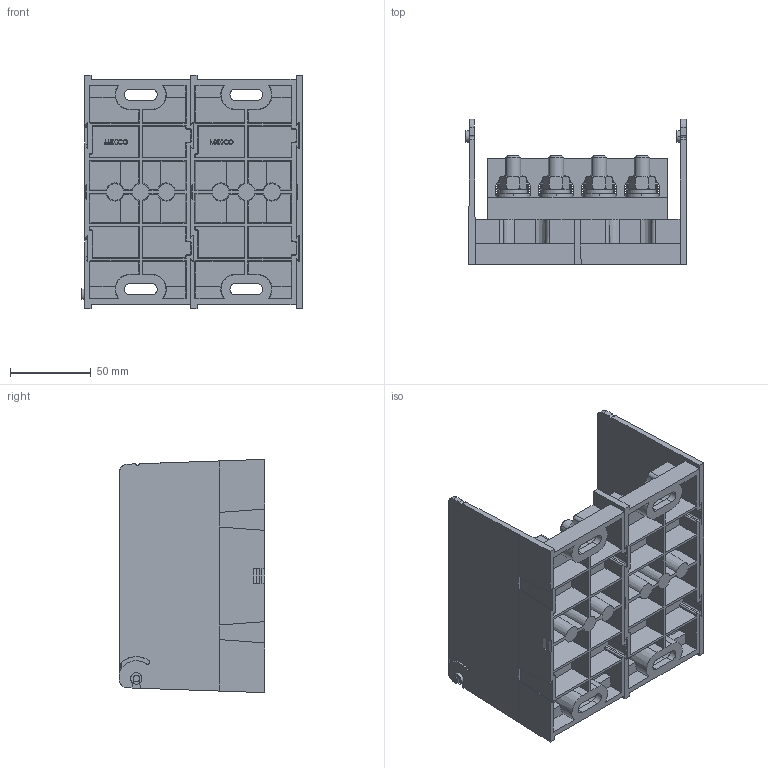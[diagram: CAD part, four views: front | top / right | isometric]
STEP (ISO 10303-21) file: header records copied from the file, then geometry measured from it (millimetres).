
FILE_DESCRIPTION (( 'STEP AP214' ), '1' );
FILE_NAME ('702013rev-.STEP', '2018-03-16T13:50:33', ( '' ), ( '' ), 'SwSTEP 2.0', 'SolidWorks 2017', '' );
FILE_SCHEMA (( 'AUTOMOTIVE_DESIGN' ));
Length unit declared in the file: inch
Products named in the file (1): 702013rev-
Bounding box: 136.78 x 90.17 x 144.78 mm (x, y, z)
Volume: 433817 mm3; surface area: 236738.8 mm2
Topology: 28 solids, 28 shells, 1655 faces, 4182 edges, 2658 vertices
Faces by surface type: plane 656, cylinder 489, cone 428, bspline 50, torus 24, sphere 8
Entity records: 81226 total; most frequent: CARTESIAN_POINT 21522, ORIENTED_EDGE 8364, DIRECTION 7294, EDGE_CURVE 4182, VERTEX_POINT 2658, AXIS2_PLACEMENT_3D 2500, VECTOR 2294, LINE 2294
